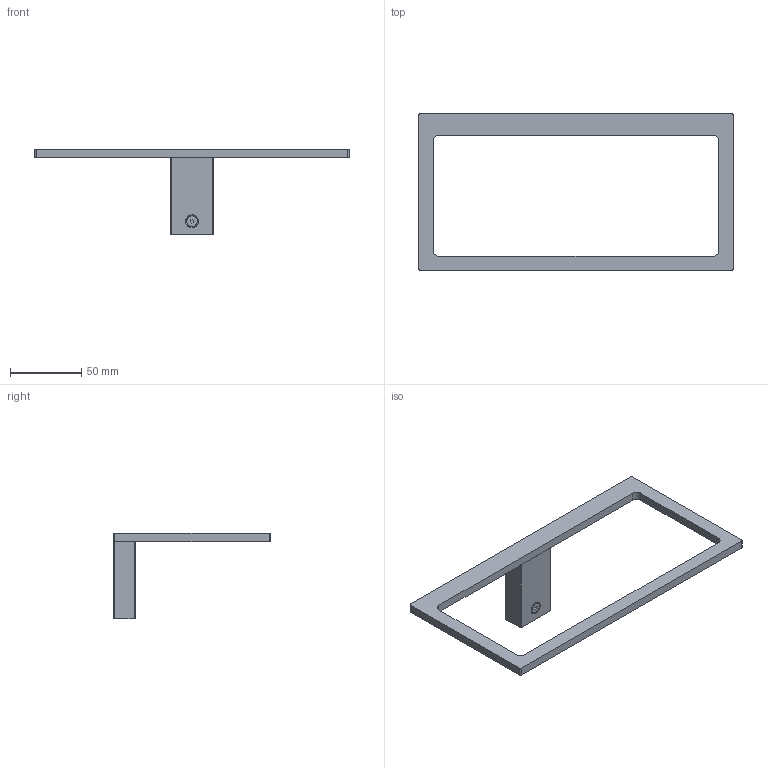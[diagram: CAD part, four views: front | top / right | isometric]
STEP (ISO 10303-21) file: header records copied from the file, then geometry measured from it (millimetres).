
FILE_DESCRIPTION (( 'STEP AP203' ), '1' );
FILE_NAME ('31038A-00-00.STEP', '2023-03-28T06:06:25', ( 'Windows User' ), ( 'P R C' ), 'SwSTEP 2.0', 'SolidWorks 2015', '' );
FILE_SCHEMA (( 'CONFIG_CONTROL_DESIGN' ));
Length unit declared in the file: millimetre
Products named in the file (1): 31038A-00-00
Bounding box: 220 x 110 x 60 mm (x, y, z)
Surface area: 31868.1 mm2 (no closed solid volume)
Topology: 0 solids, 5 shells, 54 faces, 165 edges, 116 vertices
Faces by surface type: plane 29, cylinder 19, cone 6
Entity records: 1933 total; most frequent: CARTESIAN_POINT 336, DIRECTION 333, ORIENTED_EDGE 277, EDGE_CURVE 165, VERTEX_POINT 116, AXIS2_PLACEMENT_3D 113, VECTOR 107, LINE 107
